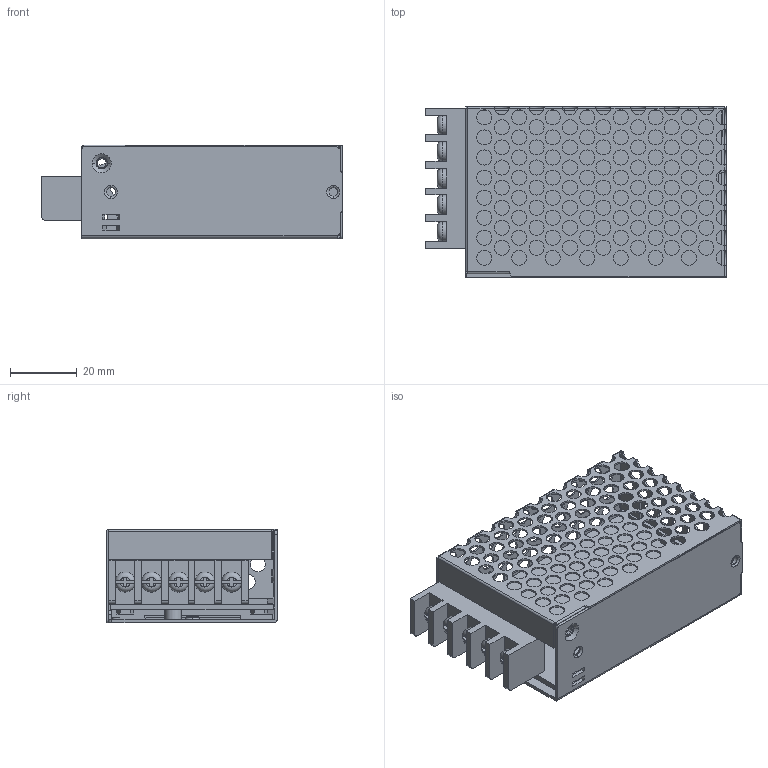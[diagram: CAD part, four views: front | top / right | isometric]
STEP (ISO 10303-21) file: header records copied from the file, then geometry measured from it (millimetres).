
FILE_DESCRIPTION(('Creo Elements/Direct Modeling STEP Export'),'2;1');
FILE_NAME('RS-25.stp','2020-06-29T13:37:00',(''),(''),'PTC Creo Elements/Direct Modeling STEP processor for AP214 (Solid Model)','PTC Creo Elements/Direct Modeling 19.0 09-May-2014 (C) Parametric Technology GmbH','');
FILE_SCHEMA(('AUTOMOTIVE_DESIGN { 1 0 10303 214 1 1 1 1 }'));
Length unit declared in the file: millimetre
Products named in the file (4): PCB.PRT; P2.PRT; RS-25_1.ASM; RS-25.stp
Assembly tree (3 placements, depth 3):
  RS-25.stp
    RS-25_1.ASM
      P2.PRT
      PCB.PRT
Bounding box: 90 x 51.1 x 28 mm (x, y, z)
Volume: 20786.9 mm3; surface area: 34969.4 mm2
Topology: 2 solids, 2 shells, 865 faces, 2510 edges, 1608 vertices
Faces by surface type: cylinder 495, plane 284, bspline 56, torus 28, cone 2
Entity records: 31115 total; most frequent: CARTESIAN_POINT 8127, ORIENTED_EDGE 5020, DIRECTION 4218, EDGE_CURVE 2510, VERTEX_POINT 1608, AXIS2_PLACEMENT_3D 1445, VECTOR 1328, LINE 1328
